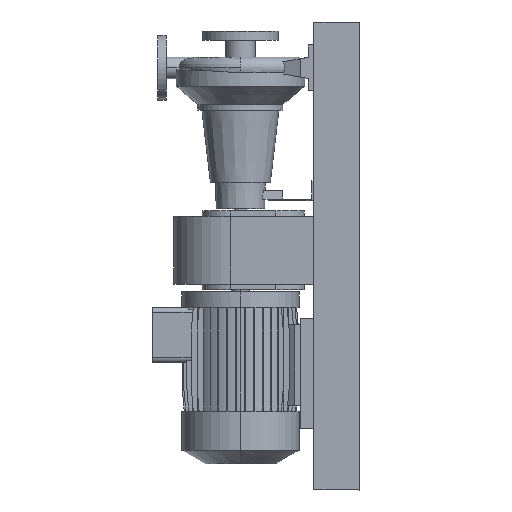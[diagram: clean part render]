
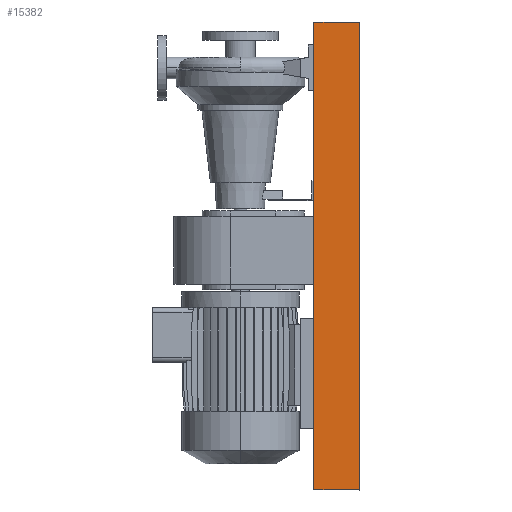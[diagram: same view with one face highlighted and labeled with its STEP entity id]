
A CAD part, left-side view. The second image highlights one B-rep face of the part: STEP entity #15382.
In plain terms, the highlighted planar face has unit normal (-1, 0, 0).
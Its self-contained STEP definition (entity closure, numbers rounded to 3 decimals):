
#635 = LINE ( 'NONE', #10705, #14602 ) ;
#677 = CARTESIAN_POINT ( 'NONE',  ( -175., 50., 510. ) ) ;
#1707 = DIRECTION ( 'NONE',  ( 0., 0., 1. ) ) ;
#1852 = ORIENTED_EDGE ( 'NONE', *, *, #6499, .F. ) ;
#1894 = PLANE ( 'NONE',  #2707 ) ;
#1899 = DIRECTION ( 'NONE',  ( 0., -1., 0. ) ) ;
#2707 = AXIS2_PLACEMENT_3D ( 'NONE', #3170, #18442, #12072 ) ;
#3170 = CARTESIAN_POINT ( 'NONE',  ( -175., -50., -510. ) ) ;
#3464 = VERTEX_POINT ( 'NONE', #677 ) ;
#4316 = VERTEX_POINT ( 'NONE', #17149 ) ;
#4361 = CARTESIAN_POINT ( 'NONE',  ( -175., -50., -510. ) ) ;
#4954 = EDGE_CURVE ( 'NONE', #8153, #9899, #10821, .T. ) ;
#5297 = ORIENTED_EDGE ( 'NONE', *, *, #13047, .T. ) ;
#6197 = FACE_OUTER_BOUND ( 'NONE', #18189, .T. ) ;
#6499 = EDGE_CURVE ( 'NONE', #3464, #9899, #17108, .T. ) ;
#6698 = DIRECTION ( 'NONE',  ( 0., -1., 0. ) ) ;
#8153 = VERTEX_POINT ( 'NONE', #4361 ) ;
#8884 = ORIENTED_EDGE ( 'NONE', *, *, #4954, .T. ) ;
#9072 = CARTESIAN_POINT ( 'NONE',  ( -175., -50., -510. ) ) ;
#9809 = CARTESIAN_POINT ( 'NONE',  ( -175., -50., 510. ) ) ;
#9899 = VERTEX_POINT ( 'NONE', #9809 ) ;
#10486 = VECTOR ( 'NONE', #18167, 1000. ) ;
#10705 = CARTESIAN_POINT ( 'NONE',  ( -175., -50., -510. ) ) ;
#10821 = LINE ( 'NONE', #9072, #10486 ) ;
#12072 = DIRECTION ( 'NONE',  ( 0., 0., 1. ) ) ;
#13047 = EDGE_CURVE ( 'NONE', #4316, #8153, #635, .T. ) ;
#13469 = CARTESIAN_POINT ( 'NONE',  ( -175., 50., -510. ) ) ;
#13888 = ORIENTED_EDGE ( 'NONE', *, *, #14238, .F. ) ;
#14238 = EDGE_CURVE ( 'NONE', #4316, #3464, #14755, .T. ) ;
#14602 = VECTOR ( 'NONE', #1899, 1000. ) ;
#14755 = LINE ( 'NONE', #13469, #18624 ) ;
#15382 = ADVANCED_FACE ( 'NONE', ( #6197 ), #1894, .T. ) ;
#17108 = LINE ( 'NONE', #18747, #17713 ) ;
#17149 = CARTESIAN_POINT ( 'NONE',  ( -175., 50., -510. ) ) ;
#17713 = VECTOR ( 'NONE', #6698, 1000. ) ;
#18167 = DIRECTION ( 'NONE',  ( 0., 0., 1. ) ) ;
#18189 = EDGE_LOOP ( 'NONE', ( #1852, #13888, #5297, #8884 ) ) ;
#18442 = DIRECTION ( 'NONE',  ( -1., 0., 0. ) ) ;
#18624 = VECTOR ( 'NONE', #1707, 1000. ) ;
#18747 = CARTESIAN_POINT ( 'NONE',  ( -175., -50., 510. ) ) ;
